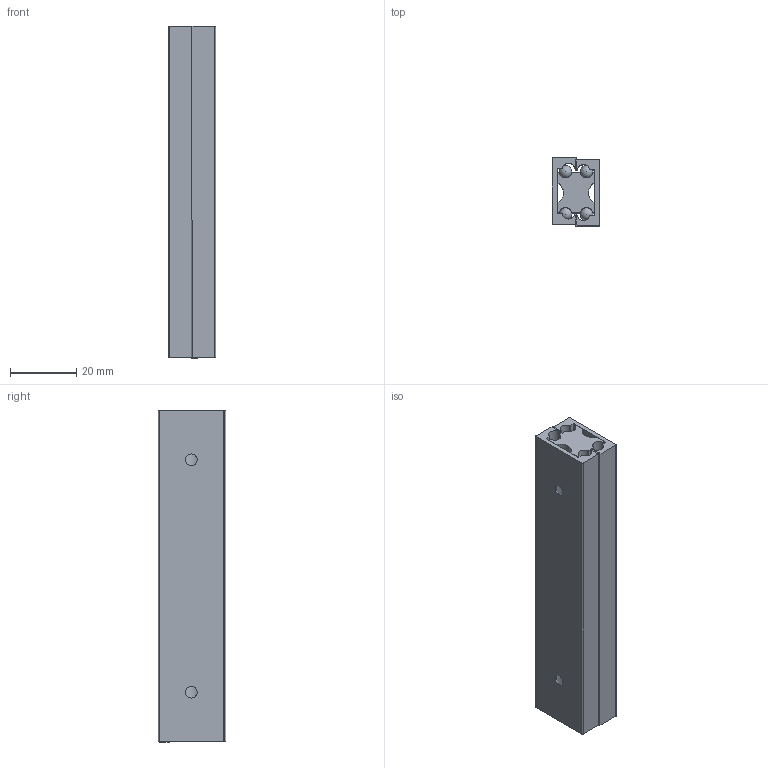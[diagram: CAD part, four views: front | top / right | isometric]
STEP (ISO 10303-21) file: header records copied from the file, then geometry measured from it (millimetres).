
FILE_DESCRIPTION(/* description */ ('','CAx-IF Rec.Pracs.---Representation and Presentation of Product Manufacturing Information (PMI)---4.0---2014-10-13'),/* implementation_level */ '2;1');
FILE_NAME(/* name */ 'Rail Assembly v4.step',/* time_stamp */ '2025-03-13T00:41:55-04:00',/* author */ (''),/* organization */ (''),/* preprocessor_version */ 'ST-DEVELOPER v20',/* originating_system */ 'Autodesk Translation Framework v13.20.0.188',/* authorisation */ '');
FILE_SCHEMA (('AP242_MANAGED_MODEL_BASED_3D_ENGINEERING_MIM_LF { 1 0 10303 442 1 1 4 }'));
Length unit declared in the file: millimetre
Products named in the file (5): Rail Assembly; SAR310; SAR310-10_r; SAR310-10_b; SAR3_ba
Assembly tree (36 placements, depth 3):
  Rail Assembly
    SAR310
      SAR310-10_r
      SAR310-10_b  x2
      SAR3_ba  x32
Bounding box: 14.2 x 20.41 x 100 mm (x, y, z)
Volume: 21833.6 mm3; surface area: 21420.7 mm2
Topology: 35 solids, 35 shells, 140 faces, 410 edges, 272 vertices
Faces by surface type: cylinder 68, plane 36, sphere 32, cone 4
Full cylindrical faces by diameter (mm): 3.5 x4, 6.5 x2
Entity records: 3314 total; most frequent: CARTESIAN_POINT 793, DIRECTION 532, ORIENTED_EDGE 466, EDGE_CURVE 233, AXIS2_PLACEMENT_3D 207, VERTEX_POINT 156, LINE 118, VECTOR 118
